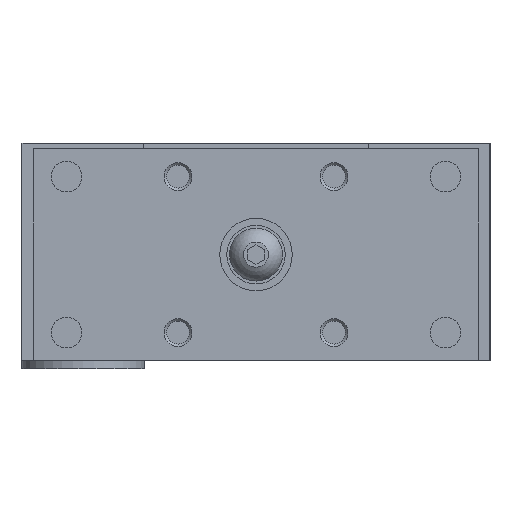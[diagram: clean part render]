
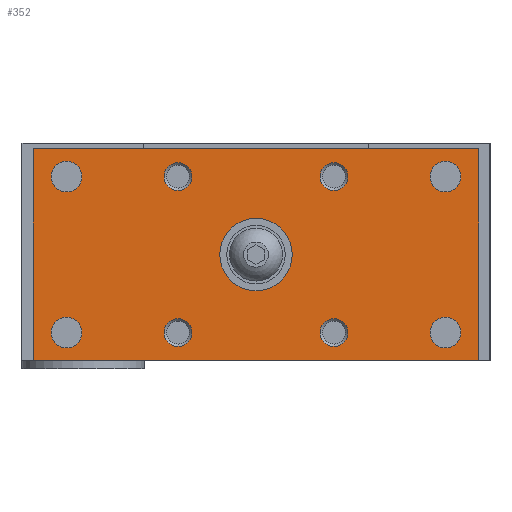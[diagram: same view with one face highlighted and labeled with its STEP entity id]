
A CAD part, left-side view. The second image highlights one B-rep face of the part: STEP entity #352.
In plain terms, the highlighted planar face has unit normal (-1, 0, 0).
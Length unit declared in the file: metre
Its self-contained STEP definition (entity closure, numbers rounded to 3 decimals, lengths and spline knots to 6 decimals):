
#352 = ADVANCED_FACE( '', ( #899, #900, #901, #902, #903, #904, #905, #906, #907, #908 ), #909, .F. );
#899 = FACE_BOUND( '', #1770, .T. );
#900 = FACE_BOUND( '', #1771, .T. );
#901 = FACE_BOUND( '', #1772, .T. );
#902 = FACE_BOUND( '', #1773, .T. );
#903 = FACE_BOUND( '', #1774, .T. );
#904 = FACE_BOUND( '', #1775, .T. );
#905 = FACE_BOUND( '', #1776, .T. );
#906 = FACE_BOUND( '', #1777, .T. );
#907 = FACE_BOUND( '', #1778, .T. );
#908 = FACE_OUTER_BOUND( '', #1779, .T. );
#909 = PLANE( '', #1780 );
#1770 = EDGE_LOOP( '', ( #2824 ) );
#1771 = EDGE_LOOP( '', ( #2825 ) );
#1772 = EDGE_LOOP( '', ( #2826 ) );
#1773 = EDGE_LOOP( '', ( #2827 ) );
#1774 = EDGE_LOOP( '', ( #2828 ) );
#1775 = EDGE_LOOP( '', ( #2829 ) );
#1776 = EDGE_LOOP( '', ( #2830 ) );
#1777 = EDGE_LOOP( '', ( #2831 ) );
#1778 = EDGE_LOOP( '', ( #2832 ) );
#1779 = EDGE_LOOP( '', ( #2833, #2834, #2835, #2836 ) );
#1780 = AXIS2_PLACEMENT_3D( '', #2837, #2838, #2839 );
#2824 = ORIENTED_EDGE( '', *, *, #4228, .T. );
#2825 = ORIENTED_EDGE( '', *, *, #4229, .T. );
#2826 = ORIENTED_EDGE( '', *, *, #4230, .T. );
#2827 = ORIENTED_EDGE( '', *, *, #4231, .T. );
#2828 = ORIENTED_EDGE( '', *, *, #4232, .T. );
#2829 = ORIENTED_EDGE( '', *, *, #4233, .T. );
#2830 = ORIENTED_EDGE( '', *, *, #4234, .F. );
#2831 = ORIENTED_EDGE( '', *, *, #4235, .F. );
#2832 = ORIENTED_EDGE( '', *, *, #4236, .T. );
#2833 = ORIENTED_EDGE( '', *, *, #4237, .T. );
#2834 = ORIENTED_EDGE( '', *, *, #4037, .T. );
#2835 = ORIENTED_EDGE( '', *, *, #4238, .T. );
#2836 = ORIENTED_EDGE( '', *, *, #4239, .T. );
#2837 = CARTESIAN_POINT( '', ( -0.015, 0.04, -0.001 ) );
#2838 = DIRECTION( '', ( 1., 0., 0. ) );
#2839 = DIRECTION( '', ( 0., 0., 1. ) );
#4037 = EDGE_CURVE( '', #4630, #4628, #4631, .T. );
#4228 = EDGE_CURVE( '', #4947, #4947, #4948, .T. );
#4229 = EDGE_CURVE( '', #4949, #4949, #4950, .T. );
#4230 = EDGE_CURVE( '', #4951, #4951, #4952, .T. );
#4231 = EDGE_CURVE( '', #4953, #4953, #4954, .T. );
#4232 = EDGE_CURVE( '', #4955, #4955, #4956, .T. );
#4233 = EDGE_CURVE( '', #4957, #4957, #4958, .T. );
#4234 = EDGE_CURVE( '', #4959, #4959, #4960, .T. );
#4235 = EDGE_CURVE( '', #4961, #4961, #4962, .T. );
#4236 = EDGE_CURVE( '', #4963, #4963, #4964, .T. );
#4237 = EDGE_CURVE( '', #4965, #4630, #4966, .T. );
#4238 = EDGE_CURVE( '', #4628, #4967, #4968, .T. );
#4239 = EDGE_CURVE( '', #4967, #4965, #4969, .T. );
#4628 = VERTEX_POINT( '', #5488 );
#4630 = VERTEX_POINT( '', #5491 );
#4631 = LINE( '', #5492, #5493 );
#4947 = VERTEX_POINT( '', #5899 );
#4948 = CIRCLE( '', #5900, 0.0065 );
#4949 = VERTEX_POINT( '', #5901 );
#4950 = CIRCLE( '', #5902, 0.00275 );
#4951 = VERTEX_POINT( '', #5903 );
#4952 = CIRCLE( '', #5904, 0.00275 );
#4953 = VERTEX_POINT( '', #5905 );
#4954 = CIRCLE( '', #5906, 0.00275 );
#4955 = VERTEX_POINT( '', #5907 );
#4956 = CIRCLE( '', #5908, 0.00275 );
#4957 = VERTEX_POINT( '', #5909 );
#4958 = CIRCLE( '', #5910, 0.0025 );
#4959 = VERTEX_POINT( '', #5911 );
#4960 = CIRCLE( '', #5912, 0.0025 );
#4961 = VERTEX_POINT( '', #5913 );
#4962 = CIRCLE( '', #5914, 0.0025 );
#4963 = VERTEX_POINT( '', #5915 );
#4964 = CIRCLE( '', #5916, 0.0025 );
#4965 = VERTEX_POINT( '', #5917 );
#4966 = LINE( '', #5918, #5919 );
#4967 = VERTEX_POINT( '', #5920 );
#4968 = LINE( '', #5921, #5922 );
#4969 = LINE( '', #5923, #5924 );
#5488 = CARTESIAN_POINT( '', ( -0.015, -0.04, -0.039 ) );
#5491 = CARTESIAN_POINT( '', ( -0.015, 0.04, -0.039 ) );
#5492 = CARTESIAN_POINT( '', ( -0.015, 0.04, -0.039 ) );
#5493 = VECTOR( '', #6664, 1. );
#5899 = CARTESIAN_POINT( '', ( -0.015, 0.0065, -0.02 ) );
#5900 = AXIS2_PLACEMENT_3D( '', #6937, #6938, #6939 );
#5901 = CARTESIAN_POINT( '', ( -0.015, 0.03675, -0.006 ) );
#5902 = AXIS2_PLACEMENT_3D( '', #6940, #6941, #6942 );
#5903 = CARTESIAN_POINT( '', ( -0.015, -0.03125, -0.006 ) );
#5904 = AXIS2_PLACEMENT_3D( '', #6943, #6944, #6945 );
#5905 = CARTESIAN_POINT( '', ( -0.015, 0.03675, -0.034 ) );
#5906 = AXIS2_PLACEMENT_3D( '', #6946, #6947, #6948 );
#5907 = CARTESIAN_POINT( '', ( -0.015, -0.03125, -0.034 ) );
#5908 = AXIS2_PLACEMENT_3D( '', #6949, #6950, #6951 );
#5909 = CARTESIAN_POINT( '', ( -0.015, 0.0115, -0.006 ) );
#5910 = AXIS2_PLACEMENT_3D( '', #6952, #6953, #6954 );
#5911 = CARTESIAN_POINT( '', ( -0.015, -0.0115, -0.006 ) );
#5912 = AXIS2_PLACEMENT_3D( '', #6955, #6956, #6957 );
#5913 = CARTESIAN_POINT( '', ( -0.015, 0.0115, -0.034 ) );
#5914 = AXIS2_PLACEMENT_3D( '', #6958, #6959, #6960 );
#5915 = CARTESIAN_POINT( '', ( -0.015, -0.0115, -0.034 ) );
#5916 = AXIS2_PLACEMENT_3D( '', #6961, #6962, #6963 );
#5917 = CARTESIAN_POINT( '', ( -0.015, 0.04, -0.001 ) );
#5918 = CARTESIAN_POINT( '', ( -0.015, 0.04, -0.001 ) );
#5919 = VECTOR( '', #6964, 1. );
#5920 = CARTESIAN_POINT( '', ( -0.015, -0.04, -0.001 ) );
#5921 = CARTESIAN_POINT( '', ( -0.015, -0.04, -0.039 ) );
#5922 = VECTOR( '', #6965, 1. );
#5923 = CARTESIAN_POINT( '', ( -0.015, -0.04, -0.001 ) );
#5924 = VECTOR( '', #6966, 1. );
#6664 = DIRECTION( '', ( 0., -1., 0. ) );
#6937 = CARTESIAN_POINT( '', ( -0.015, 0., -0.02 ) );
#6938 = DIRECTION( '', ( 1., 0., 0. ) );
#6939 = DIRECTION( '', ( 0., 1., 0. ) );
#6940 = CARTESIAN_POINT( '', ( -0.015, 0.034, -0.006 ) );
#6941 = DIRECTION( '', ( 1., 0., 0. ) );
#6942 = DIRECTION( '', ( 0., 1., 0. ) );
#6943 = CARTESIAN_POINT( '', ( -0.015, -0.034, -0.006 ) );
#6944 = DIRECTION( '', ( 1., 0., 0. ) );
#6945 = DIRECTION( '', ( 0., 1., 0. ) );
#6946 = CARTESIAN_POINT( '', ( -0.015, 0.034, -0.034 ) );
#6947 = DIRECTION( '', ( 1., 0., 0. ) );
#6948 = DIRECTION( '', ( 0., 1., 0. ) );
#6949 = CARTESIAN_POINT( '', ( -0.015, -0.034, -0.034 ) );
#6950 = DIRECTION( '', ( 1., 0., 0. ) );
#6951 = DIRECTION( '', ( 0., 1., 0. ) );
#6952 = CARTESIAN_POINT( '', ( -0.015, 0.014, -0.006 ) );
#6953 = DIRECTION( '', ( 1., 0., 0. ) );
#6954 = DIRECTION( '', ( 0., -1., 0. ) );
#6955 = CARTESIAN_POINT( '', ( -0.015, -0.014, -0.006 ) );
#6956 = DIRECTION( '', ( -1., 0., 0. ) );
#6957 = DIRECTION( '', ( 0., 1., 0. ) );
#6958 = CARTESIAN_POINT( '', ( -0.015, 0.014, -0.034 ) );
#6959 = DIRECTION( '', ( -1., 0., 0. ) );
#6960 = DIRECTION( '', ( 0., -1., 0. ) );
#6961 = CARTESIAN_POINT( '', ( -0.015, -0.014, -0.034 ) );
#6962 = DIRECTION( '', ( 1., 0., 0. ) );
#6963 = DIRECTION( '', ( 0., 1., 0. ) );
#6964 = DIRECTION( '', ( 0., 0., -1. ) );
#6965 = DIRECTION( '', ( 0., 0., 1. ) );
#6966 = DIRECTION( '', ( 0., 1., 0. ) );
